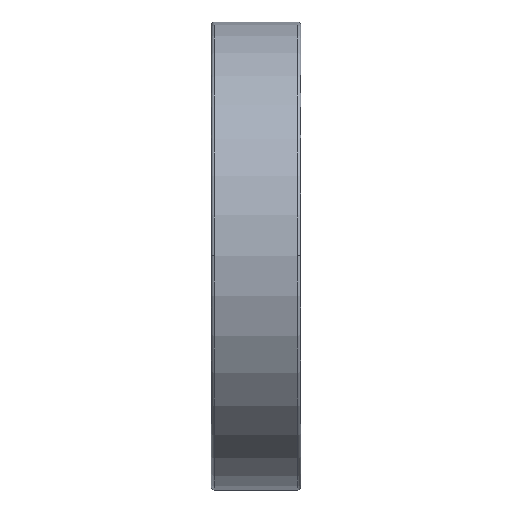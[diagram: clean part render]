
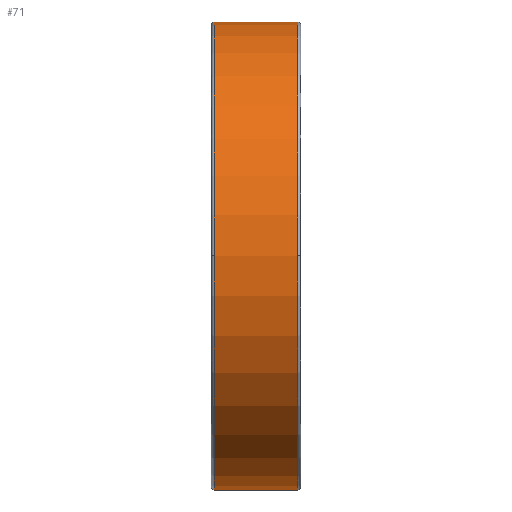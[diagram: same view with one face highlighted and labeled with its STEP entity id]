
A CAD part, top view. The second image highlights one B-rep face of the part: STEP entity #71.
In plain terms, the highlighted cylindrical face has radius 23.5 mm (diameter 47 mm), a partial arc.
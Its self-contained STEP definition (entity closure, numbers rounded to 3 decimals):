
#71=ADVANCED_FACE('',(#189),#190,.T.);
#189=FACE_OUTER_BOUND('',#437,.T.);
#190=CYLINDRICAL_SURFACE('',#438,23.5);
#437=EDGE_LOOP('',(#739,#740,#741,#742,#743,#744));
#438=AXIS2_PLACEMENT_3D('',#745,#746,#747);
#739=ORIENTED_EDGE('',*,*,#1507,.F.);
#740=ORIENTED_EDGE('',*,*,#1508,.T.);
#741=ORIENTED_EDGE('',*,*,#1509,.T.);
#742=ORIENTED_EDGE('',*,*,#1510,.F.);
#743=ORIENTED_EDGE('',*,*,#1511,.F.);
#744=ORIENTED_EDGE('',*,*,#1504,.F.);
#745=CARTESIAN_POINT('',(4.5,0.0,0.0));
#746=DIRECTION('',(-1.0,0.0,0.0));
#747=DIRECTION('',(0.0,1.0,0.0));
#1504=EDGE_CURVE('',#1768,#1770,#1771,.T.);
#1507=EDGE_CURVE('',#1775,#1768,#1776,.T.);
#1508=EDGE_CURVE('',#1775,#1777,#1778,.T.);
#1509=EDGE_CURVE('',#1777,#1779,#1780,.T.);
#1510=EDGE_CURVE('',#1781,#1779,#1782,.T.);
#1511=EDGE_CURVE('',#1770,#1781,#1783,.T.);
#1768=VERTEX_POINT('',#2174);
#1770=VERTEX_POINT('',#2176);
#1771=CIRCLE('',#2177,23.5);
#1775=VERTEX_POINT('',#2181);
#1776=LINE('',#2182,#2183);
#1777=VERTEX_POINT('',#2184);
#1778=CIRCLE('',#2185,23.5);
#1779=VERTEX_POINT('',#2186);
#1780=CIRCLE('',#2187,23.5);
#1781=VERTEX_POINT('',#2188);
#1782=LINE('',#2189,#2190);
#1783=CIRCLE('',#2191,23.5);
#2174=CARTESIAN_POINT('',(8.7,23.5,0.0));
#2176=CARTESIAN_POINT('',(8.7,0.,23.5));
#2177=AXIS2_PLACEMENT_3D('',#3586,#3587,#3588);
#2181=CARTESIAN_POINT('',(0.3,23.5,0.0));
#2182=CARTESIAN_POINT('',(4.5,23.5,0.));
#2183=VECTOR('',#3595,1.0);
#2184=CARTESIAN_POINT('',(0.3,0.,23.5));
#2185=AXIS2_PLACEMENT_3D('',#3596,#3597,#3598);
#2186=CARTESIAN_POINT('',(0.3,-23.5,0.));
#2187=AXIS2_PLACEMENT_3D('',#3599,#3600,#3601);
#2188=CARTESIAN_POINT('',(8.7,-23.5,0.));
#2189=CARTESIAN_POINT('',(4.5,-23.5,0.));
#2190=VECTOR('',#3602,1.0);
#2191=AXIS2_PLACEMENT_3D('',#3603,#3604,#3605);
#3586=CARTESIAN_POINT('',(8.7,0.0,0.0));
#3587=DIRECTION('',(1.0,0.0,0.0));
#3588=DIRECTION('',(0.0,1.0,0.0));
#3595=DIRECTION('',(1.0,0.0,0.0));
#3596=CARTESIAN_POINT('',(0.3,0.0,0.0));
#3597=DIRECTION('',(1.0,0.0,0.0));
#3598=DIRECTION('',(0.0,1.0,0.0));
#3599=CARTESIAN_POINT('',(0.3,0.0,0.0));
#3600=DIRECTION('',(1.0,0.0,0.0));
#3601=DIRECTION('',(0.0,1.0,0.0));
#3602=DIRECTION('',(-1.0,-0.0,-0.0));
#3603=CARTESIAN_POINT('',(8.7,0.0,0.0));
#3604=DIRECTION('',(1.0,0.0,0.0));
#3605=DIRECTION('',(0.0,1.0,0.0));
